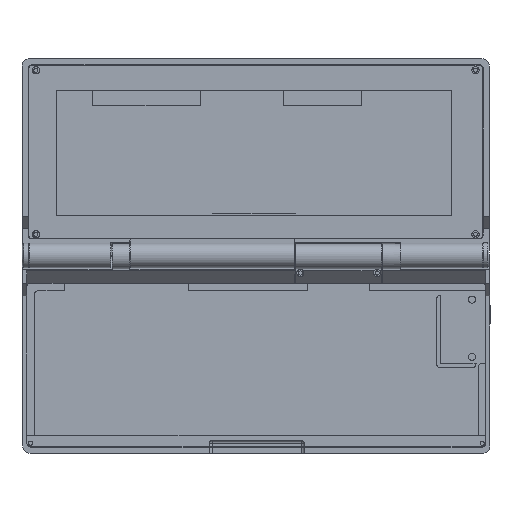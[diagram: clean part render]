
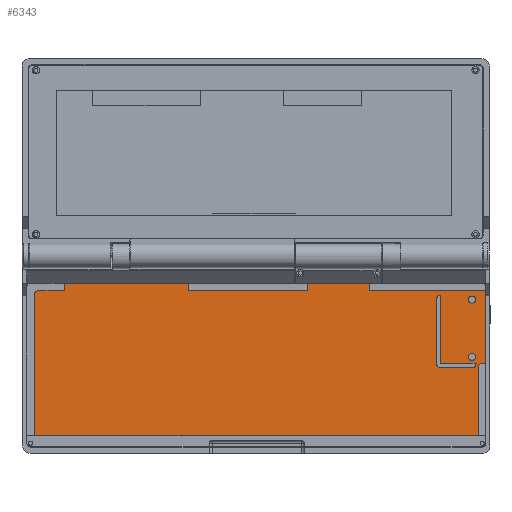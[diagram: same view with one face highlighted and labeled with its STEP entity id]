
A CAD part, top view. The second image highlights one B-rep face of the part: STEP entity #6343.
In plain terms, the highlighted planar face has unit normal (0, 0, 1).
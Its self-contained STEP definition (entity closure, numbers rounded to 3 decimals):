
#66=FACE_BOUND('',#775,.T.);
#67=FACE_BOUND('',#776,.T.);
#68=FACE_BOUND('',#777,.T.);
#207=CIRCLE('',#6727,1.75);
#210=CIRCLE('',#6733,1.75);
#211=CIRCLE('',#6736,1.75);
#212=CIRCLE('',#6742,1.7);
#213=CIRCLE('',#6744,1.7);
#214=CIRCLE('',#6746,1.8);
#216=CIRCLE('',#6749,1.8);
#217=CIRCLE('',#6750,1.8);
#218=CIRCLE('',#6751,1.8);
#413=FACE_OUTER_BOUND('',#774,.T.);
#774=EDGE_LOOP('',(#4276,#4277,#4278,#4279,#4280,#4281,#4282,#4283,#4284,
#4285,#4286,#4287,#4288,#4289,#4290,#4291,#4292,#4293));
#775=EDGE_LOOP('',(#4294,#4295,#4296,#4297,#4298,#4299,#4300,#4301,#4302));
#776=EDGE_LOOP('',(#4303));
#777=EDGE_LOOP('',(#4304));
#1191=LINE('',#9190,#1926);
#1200=LINE('',#9214,#1935);
#1202=LINE('',#9222,#1937);
#1205=LINE('',#9226,#1940);
#1206=LINE('',#9228,#1941);
#1207=LINE('',#9230,#1942);
#1212=LINE('',#9250,#1947);
#1213=LINE('',#9254,#1948);
#1214=LINE('',#9256,#1949);
#1215=LINE('',#9258,#1950);
#1216=LINE('',#9260,#1951);
#1217=LINE('',#9262,#1952);
#1218=LINE('',#9264,#1953);
#1219=LINE('',#9266,#1954);
#1220=LINE('',#9268,#1955);
#1221=LINE('',#9270,#1956);
#1222=LINE('',#9272,#1957);
#1223=LINE('',#9274,#1958);
#1224=LINE('',#9278,#1959);
#1225=LINE('',#9281,#1960);
#1926=VECTOR('',#7333,10.);
#1935=VECTOR('',#7354,10.);
#1937=VECTOR('',#7362,10.);
#1940=VECTOR('',#7367,10.);
#1941=VECTOR('',#7370,10.);
#1942=VECTOR('',#7373,10.);
#1947=VECTOR('',#7394,10.);
#1948=VECTOR('',#7397,10.);
#1949=VECTOR('',#7398,10.);
#1950=VECTOR('',#7399,10.);
#1951=VECTOR('',#7400,10.);
#1952=VECTOR('',#7401,10.);
#1953=VECTOR('',#7402,10.);
#1954=VECTOR('',#7403,10.);
#1955=VECTOR('',#7404,10.);
#1956=VECTOR('',#7405,10.);
#1957=VECTOR('',#7406,10.);
#1958=VECTOR('',#7407,10.);
#1959=VECTOR('',#7410,10.);
#1960=VECTOR('',#7413,10.);
#2653=VERTEX_POINT('',#9180);
#2654=VERTEX_POINT('',#9182);
#2656=VERTEX_POINT('',#9188);
#2663=VERTEX_POINT('',#9206);
#2664=VERTEX_POINT('',#9208);
#2665=VERTEX_POINT('',#9212);
#2666=VERTEX_POINT('',#9216);
#2667=VERTEX_POINT('',#9220);
#2668=VERTEX_POINT('',#9221);
#2669=VERTEX_POINT('',#9232);
#2670=VERTEX_POINT('',#9236);
#2671=VERTEX_POINT('',#9240);
#2672=VERTEX_POINT('',#9241);
#2675=VERTEX_POINT('',#9249);
#2676=VERTEX_POINT('',#9251);
#2677=VERTEX_POINT('',#9253);
#2678=VERTEX_POINT('',#9255);
#2679=VERTEX_POINT('',#9257);
#2680=VERTEX_POINT('',#9259);
#2681=VERTEX_POINT('',#9261);
#2682=VERTEX_POINT('',#9263);
#2683=VERTEX_POINT('',#9265);
#2684=VERTEX_POINT('',#9267);
#2685=VERTEX_POINT('',#9269);
#2686=VERTEX_POINT('',#9271);
#2687=VERTEX_POINT('',#9273);
#2688=VERTEX_POINT('',#9275);
#2689=VERTEX_POINT('',#9277);
#2690=VERTEX_POINT('',#9279);
#3276=EDGE_CURVE('',#2653,#2654,#207,.F.);
#3280=EDGE_CURVE('',#2653,#2656,#1191,.T.);
#3289=EDGE_CURVE('',#2663,#2664,#210,.F.);
#3292=EDGE_CURVE('',#2663,#2665,#1200,.T.);
#3294=EDGE_CURVE('',#2666,#2665,#211,.F.);
#3295=EDGE_CURVE('',#2667,#2668,#1202,.T.);
#3298=EDGE_CURVE('',#2668,#2664,#1205,.T.);
#3299=EDGE_CURVE('',#2666,#2654,#1206,.T.);
#3300=EDGE_CURVE('',#2656,#2667,#1207,.T.);
#3302=EDGE_CURVE('',#2669,#2669,#212,.T.);
#3304=EDGE_CURVE('',#2670,#2670,#213,.T.);
#3305=EDGE_CURVE('',#2671,#2672,#214,.T.);
#3309=EDGE_CURVE('',#2672,#2675,#1212,.T.);
#3310=EDGE_CURVE('',#2676,#2675,#216,.F.);
#3311=EDGE_CURVE('',#2676,#2677,#1213,.T.);
#3312=EDGE_CURVE('',#2677,#2678,#1214,.T.);
#3313=EDGE_CURVE('',#2678,#2679,#1215,.T.);
#3314=EDGE_CURVE('',#2679,#2680,#1216,.T.);
#3315=EDGE_CURVE('',#2680,#2681,#1217,.T.);
#3316=EDGE_CURVE('',#2681,#2682,#1218,.T.);
#3317=EDGE_CURVE('',#2682,#2683,#1219,.T.);
#3318=EDGE_CURVE('',#2683,#2684,#1220,.T.);
#3319=EDGE_CURVE('',#2684,#2685,#1221,.T.);
#3320=EDGE_CURVE('',#2685,#2686,#1222,.T.);
#3321=EDGE_CURVE('',#2686,#2687,#1223,.T.);
#3322=EDGE_CURVE('',#2687,#2688,#217,.T.);
#3323=EDGE_CURVE('',#2688,#2689,#1224,.T.);
#3324=EDGE_CURVE('',#2689,#2690,#218,.T.);
#3325=EDGE_CURVE('',#2690,#2671,#1225,.T.);
#4276=ORIENTED_EDGE('',*,*,#3305,.T.);
#4277=ORIENTED_EDGE('',*,*,#3309,.T.);
#4278=ORIENTED_EDGE('',*,*,#3310,.F.);
#4279=ORIENTED_EDGE('',*,*,#3311,.T.);
#4280=ORIENTED_EDGE('',*,*,#3312,.T.);
#4281=ORIENTED_EDGE('',*,*,#3313,.T.);
#4282=ORIENTED_EDGE('',*,*,#3314,.T.);
#4283=ORIENTED_EDGE('',*,*,#3315,.T.);
#4284=ORIENTED_EDGE('',*,*,#3316,.T.);
#4285=ORIENTED_EDGE('',*,*,#3317,.T.);
#4286=ORIENTED_EDGE('',*,*,#3318,.T.);
#4287=ORIENTED_EDGE('',*,*,#3319,.T.);
#4288=ORIENTED_EDGE('',*,*,#3320,.T.);
#4289=ORIENTED_EDGE('',*,*,#3321,.T.);
#4290=ORIENTED_EDGE('',*,*,#3322,.T.);
#4291=ORIENTED_EDGE('',*,*,#3323,.T.);
#4292=ORIENTED_EDGE('',*,*,#3324,.T.);
#4293=ORIENTED_EDGE('',*,*,#3325,.T.);
#4294=ORIENTED_EDGE('',*,*,#3295,.T.);
#4295=ORIENTED_EDGE('',*,*,#3298,.T.);
#4296=ORIENTED_EDGE('',*,*,#3289,.F.);
#4297=ORIENTED_EDGE('',*,*,#3292,.T.);
#4298=ORIENTED_EDGE('',*,*,#3294,.F.);
#4299=ORIENTED_EDGE('',*,*,#3299,.T.);
#4300=ORIENTED_EDGE('',*,*,#3276,.F.);
#4301=ORIENTED_EDGE('',*,*,#3280,.T.);
#4302=ORIENTED_EDGE('',*,*,#3300,.T.);
#4303=ORIENTED_EDGE('',*,*,#3302,.T.);
#4304=ORIENTED_EDGE('',*,*,#3304,.T.);
#6076=PLANE('',#6748);
#6343=ADVANCED_FACE('',(#413,#66,#67,#68),#6076,.T.);
#6727=AXIS2_PLACEMENT_3D('',#9183,#7326,#7327);
#6733=AXIS2_PLACEMENT_3D('',#9209,#7348,#7349);
#6736=AXIS2_PLACEMENT_3D('',#9218,#7358,#7359);
#6742=AXIS2_PLACEMENT_3D('',#9234,#7377,#7378);
#6744=AXIS2_PLACEMENT_3D('',#9238,#7382,#7383);
#6746=AXIS2_PLACEMENT_3D('',#9242,#7386,#7387);
#6748=AXIS2_PLACEMENT_3D('',#9248,#7392,#7393);
#6749=AXIS2_PLACEMENT_3D('',#9252,#7395,#7396);
#6750=AXIS2_PLACEMENT_3D('',#9276,#7408,#7409);
#6751=AXIS2_PLACEMENT_3D('',#9280,#7411,#7412);
#7326=DIRECTION('center_axis',(0.,0.,-1.));
#7327=DIRECTION('ref_axis',(-0.707,0.707,0.));
#7333=DIRECTION('',(1.,0.,0.));
#7348=DIRECTION('center_axis',(0.,0.,-1.));
#7349=DIRECTION('ref_axis',(0.707,-0.707,0.));
#7354=DIRECTION('',(-1.,0.,0.));
#7358=DIRECTION('center_axis',(0.,0.,-1.));
#7359=DIRECTION('ref_axis',(-0.707,-0.707,0.));
#7362=DIRECTION('',(1.,0.,0.));
#7367=DIRECTION('',(0.,-1.,0.));
#7370=DIRECTION('',(0.,1.,0.));
#7373=DIRECTION('',(0.,-1.,0.));
#7377=DIRECTION('center_axis',(0.,0.,-1.));
#7378=DIRECTION('ref_axis',(1.,0.,0.));
#7382=DIRECTION('center_axis',(0.,0.,-1.));
#7383=DIRECTION('ref_axis',(1.,0.,0.));
#7386=DIRECTION('center_axis',(0.,0.,1.));
#7387=DIRECTION('ref_axis',(0.707,-0.707,0.));
#7392=DIRECTION('center_axis',(0.,0.,1.));
#7393=DIRECTION('ref_axis',(1.,0.,0.));
#7394=DIRECTION('',(0.,1.,0.));
#7395=DIRECTION('center_axis',(0.,0.,-1.));
#7396=DIRECTION('ref_axis',(-0.707,0.707,0.));
#7397=DIRECTION('',(1.,0.,0.));
#7398=DIRECTION('',(0.,1.,0.));
#7399=DIRECTION('',(-1.,0.,0.));
#7400=DIRECTION('',(0.,1.,0.));
#7401=DIRECTION('',(-1.,0.,0.));
#7402=DIRECTION('',(0.,-1.,0.));
#7403=DIRECTION('',(-1.,0.,0.));
#7404=DIRECTION('',(0.,1.,0.));
#7405=DIRECTION('',(-1.,0.,0.));
#7406=DIRECTION('',(0.,-1.,0.));
#7407=DIRECTION('',(-1.,0.,0.));
#7408=DIRECTION('center_axis',(0.,0.,1.));
#7409=DIRECTION('ref_axis',(-0.707,0.707,0.));
#7410=DIRECTION('',(0.,-1.,0.));
#7411=DIRECTION('center_axis',(0.,0.,1.));
#7412=DIRECTION('ref_axis',(-0.707,-0.707,0.));
#7413=DIRECTION('',(1.,0.,0.));
#9180=CARTESIAN_POINT('',(501.6,-18.725,0.));
#9182=CARTESIAN_POINT('',(499.85,-20.475,0.));
#9183=CARTESIAN_POINT('Origin',(501.6,-20.475,0.));
#9188=CARTESIAN_POINT('',(501.85,-18.725,0.));
#9190=CARTESIAN_POINT('',(457.325,-18.725,0.));
#9206=CARTESIAN_POINT('',(517.1,-53.625,0.));
#9208=CARTESIAN_POINT('',(518.85,-51.875,0.));
#9209=CARTESIAN_POINT('Origin',(517.1,-51.875,0.));
#9212=CARTESIAN_POINT('',(501.6,-53.625,0.));
#9214=CARTESIAN_POINT('',(456.325,-53.625,0.));
#9216=CARTESIAN_POINT('',(499.85,-51.875,0.));
#9218=CARTESIAN_POINT('Origin',(501.6,-51.875,0.));
#9220=CARTESIAN_POINT('',(501.85,-51.625,0.));
#9221=CARTESIAN_POINT('',(518.85,-51.625,0.));
#9222=CARTESIAN_POINT('',(465.825,-51.625,0.));
#9226=CARTESIAN_POINT('',(518.85,-53.812,0.));
#9228=CARTESIAN_POINT('',(499.85,-36.363,0.));
#9230=CARTESIAN_POINT('',(501.85,-52.812,0.));
#9232=CARTESIAN_POINT('',(515.2,-48.488,0.));
#9234=CARTESIAN_POINT('Origin',(516.9,-48.488,0.));
#9236=CARTESIAN_POINT('',(515.208,-20.825,0.));
#9238=CARTESIAN_POINT('Origin',(516.908,-20.825,0.));
#9240=CARTESIAN_POINT('',(518.2,-89.4,0.));
#9241=CARTESIAN_POINT('',(520.,-87.6,0.));
#9242=CARTESIAN_POINT('Origin',(518.2,-87.6,0.));
#9248=CARTESIAN_POINT('Origin',(412.8,-54.,0.));
#9249=CARTESIAN_POINT('',(520.,-53.4,0.));
#9250=CARTESIAN_POINT('',(520.,-73.8,0.));
#9251=CARTESIAN_POINT('',(521.8,-51.6,0.));
#9252=CARTESIAN_POINT('Origin',(521.8,-53.4,0.));
#9253=CARTESIAN_POINT('',(523.6,-51.6,0.));
#9254=CARTESIAN_POINT('',(468.2,-51.6,0.));
#9255=CARTESIAN_POINT('',(523.6,-16.6,0.));
#9256=CARTESIAN_POINT('',(523.6,-16.,0.));
#9257=CARTESIAN_POINT('',(467.6,-16.6,0.));
#9258=CARTESIAN_POINT('',(440.7,-16.6,0.));
#9259=CARTESIAN_POINT('',(467.6,-5.,0.));
#9260=CARTESIAN_POINT('',(467.6,-33.5,0.));
#9261=CARTESIAN_POINT('',(437.6,-5.,0.));
#9262=CARTESIAN_POINT('',(412.8,-5.,0.));
#9263=CARTESIAN_POINT('',(437.6,-16.6,0.));
#9264=CARTESIAN_POINT('',(437.6,-31.5,0.));
#9265=CARTESIAN_POINT('',(380.,-16.6,0.));
#9266=CARTESIAN_POINT('',(424.2,-16.6,0.));
#9267=CARTESIAN_POINT('',(380.,-4.5,0.));
#9268=CARTESIAN_POINT('',(380.,-33.5,0.));
#9269=CARTESIAN_POINT('',(320.,-4.5,0.));
#9270=CARTESIAN_POINT('',(412.8,-4.5,0.));
#9271=CARTESIAN_POINT('',(320.,-16.6,0.));
#9272=CARTESIAN_POINT('',(320.,-33.5,0.));
#9273=CARTESIAN_POINT('',(307.4,-16.6,0.));
#9274=CARTESIAN_POINT('',(359.2,-16.6,0.));
#9275=CARTESIAN_POINT('',(305.6,-18.4,0.));
#9276=CARTESIAN_POINT('Origin',(307.4,-18.4,0.));
#9277=CARTESIAN_POINT('',(305.6,-87.6,0.));
#9278=CARTESIAN_POINT('',(305.6,-71.2,0.));
#9279=CARTESIAN_POINT('',(307.4,-89.4,0.));
#9280=CARTESIAN_POINT('Origin',(307.4,-87.6,0.));
#9281=CARTESIAN_POINT('',(466.4,-89.4,0.));
